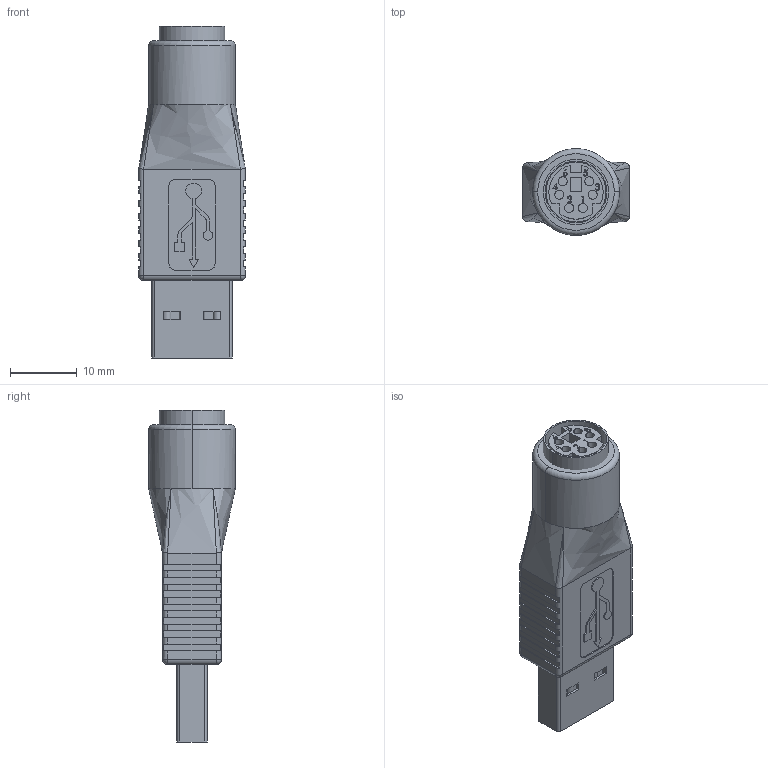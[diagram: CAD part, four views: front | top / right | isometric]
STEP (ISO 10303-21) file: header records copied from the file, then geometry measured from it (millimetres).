
FILE_DESCRIPTION (( 'STEP AP214' ), '1' );
FILE_NAME ('UAD018MF.STEP', '2009-01-08T15:29:26', ( ' ' ), ( ' ' ), 'SwSTEP 2.0', 'SolidWorks 2008', '' );
FILE_SCHEMA (( 'AUTOMOTIVE_DESIGN' ));
Length unit declared in the file: inch
Products named in the file (11): 1AA05-003-MA3; 1AA05-003-MA2_CRIMPED; 1AA05-003-MA4; 1AA05-003-MA5; 1AA03-014; UAD018MF-MA1; UAD018MF; 1AA05-003_CRIMPED; 1AA03-014-MA1; 1AA05-003-MA1
Assembly tree (13 placements, depth 3):
  UAD018MF
    1AA05-003_CRIMPED
      1AA05-003-MA3
      1AA05-003-MA4  x4
      1AA05-003-MA1
      1AA05-003-MA5
      1AA05-003-MA2_CRIMPED
    1AA03-014
      1AA03-014-MA1
      1AA03-014
    UAD018MF-MA1
Bounding box: 16 x 13 x 49.71 mm (x, y, z)
Volume: 5983.3 mm3; surface area: 7629.6 mm2
Topology: 13 solids, 13 shells, 675 faces, 1836 edges, 1194 vertices
Faces by surface type: plane 399, cylinder 173, bspline 89, sphere 12, torus 2
Entity records: 26920 total; most frequent: CARTESIAN_POINT 8634, ORIENTED_EDGE 3448, DIRECTION 3017, EDGE_CURVE 1724, LINE 1153, VECTOR 1153, VERTEX_POINT 1134, AXIS2_PLACEMENT_3D 932
